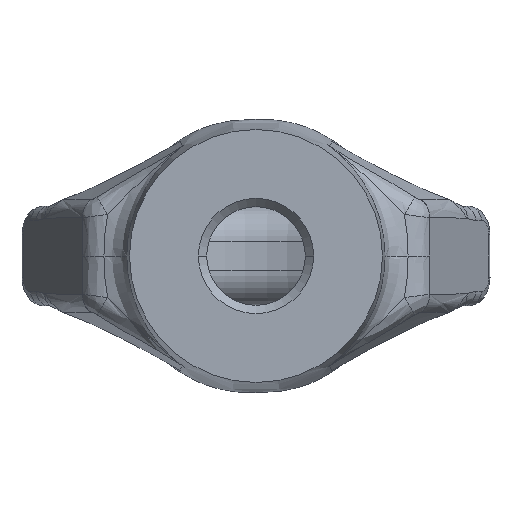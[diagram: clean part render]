
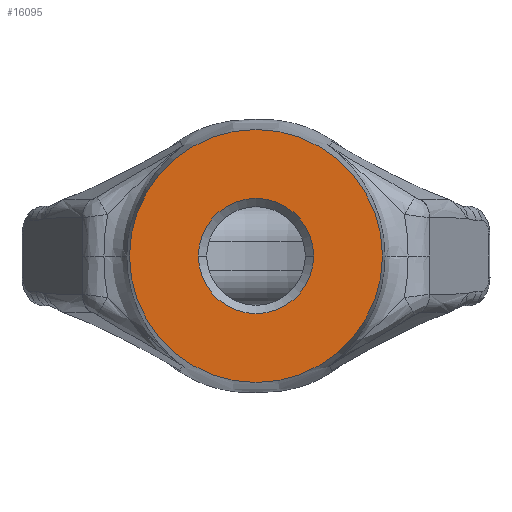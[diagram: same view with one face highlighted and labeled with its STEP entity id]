
A CAD part, front view. The second image highlights one B-rep face of the part: STEP entity #16095.
In plain terms, the highlighted planar face has unit normal (0, -1, 0).
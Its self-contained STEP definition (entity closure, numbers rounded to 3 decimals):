
#15650=CARTESIAN_POINT('',(0.,-1.6,0.));
#15651=DIRECTION('',(0.,-1.,0.));
#15652=DIRECTION('',(-1.,0.,0.));
#15653=AXIS2_PLACEMENT_3D('',#15650,#15651,#15652);
#15655=CARTESIAN_POINT('',(0.,-1.6,0.));
#15656=DIRECTION('',(0.,1.,0.));
#15657=DIRECTION('',(-1.,0.,0.));
#15658=AXIS2_PLACEMENT_3D('',#15655,#15656,#15657);
#15660=CARTESIAN_POINT('',(0.,-1.6,0.));
#15661=DIRECTION('',(0.,-1.,0.));
#15662=DIRECTION('',(1.,0.,0.));
#15663=AXIS2_PLACEMENT_3D('',#15660,#15661,#15662);
#15670=CARTESIAN_POINT('',(0.,-1.6,0.));
#15671=DIRECTION('',(0.,-1.,0.));
#15672=DIRECTION('',(-1.,0.,0.));
#15673=AXIS2_PLACEMENT_3D('',#15670,#15671,#15672);
#15956=CARTESIAN_POINT('',(-17.75,-1.6,0.));
#15958=VERTEX_POINT('',#15956);
#15964=CARTESIAN_POINT('',(17.75,-1.6,0.));
#15966=VERTEX_POINT('',#15964);
#15971=CARTESIAN_POINT('',(8.082,-1.6,0.));
#15972=CARTESIAN_POINT('',(-8.082,-1.6,0.));
#15973=VERTEX_POINT('',#15971);
#15974=VERTEX_POINT('',#15972);
#16080=CARTESIAN_POINT('',(0.,-1.6,0.));
#16081=DIRECTION('',(0.,1.,0.));
#16082=DIRECTION('',(1.,0.,0.));
#16083=AXIS2_PLACEMENT_3D('',#16080,#16081,#16082);
#16084=PLANE('',#16083);
#16085=ORIENTED_EDGE('',*,*,#16073,.F.);
#16086=ORIENTED_EDGE('',*,*,#16062,.T.);
#16087=EDGE_LOOP('',(#16085,#16086));
#16088=FACE_OUTER_BOUND('',#16087,.F.);
#16090=ORIENTED_EDGE('',*,*,#16089,.T.);
#16092=ORIENTED_EDGE('',*,*,#16091,.T.);
#16093=EDGE_LOOP('',(#16090,#16092));
#16094=FACE_BOUND('',#16093,.F.);
#16095=ADVANCED_FACE('',(#16088,#16094),#16084,.F.);
#15654=CIRCLE('',#15653,17.75);
#15659=CIRCLE('',#15658,17.75);
#15664=CIRCLE('',#15663,8.082);
#15674=CIRCLE('',#15673,8.082);
#16062=EDGE_CURVE('',#15958,#15966,#15659,.T.);
#16073=EDGE_CURVE('',#15958,#15966,#15654,.T.);
#16089=EDGE_CURVE('',#15973,#15974,#15664,.T.);
#16091=EDGE_CURVE('',#15974,#15973,#15674,.T.);
